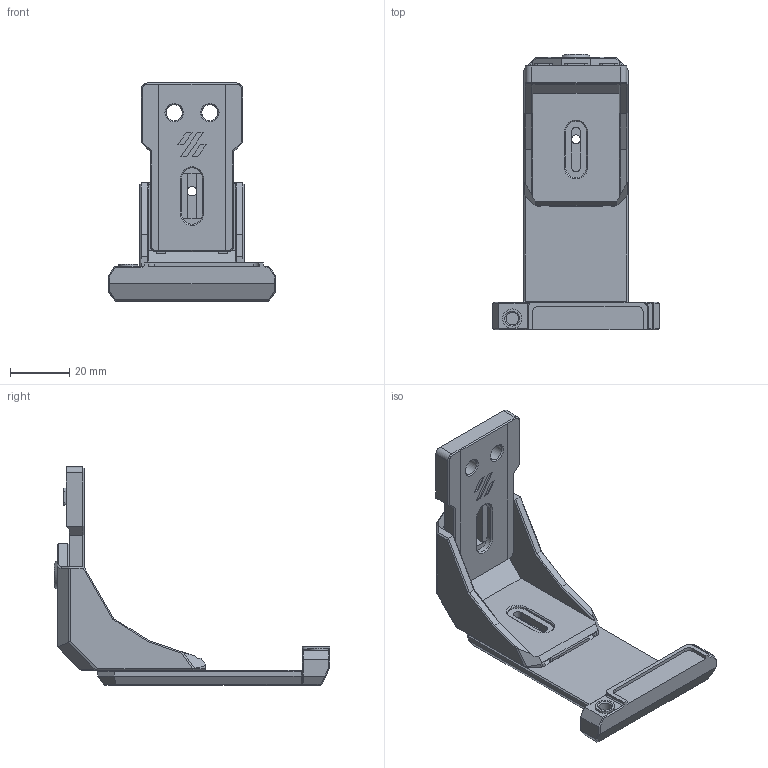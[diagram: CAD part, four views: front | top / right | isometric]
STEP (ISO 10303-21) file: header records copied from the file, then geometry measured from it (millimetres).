
FILE_DESCRIPTION(/* description */ ('','CAx-IF Rec.Pracs.---Representation and Presentation of Product Manufacturing Information (PMI)---4.0---2014-10-13'),/* implementation_level */ '2;1');
FILE_NAME(/* name */ 'Adjustable Gantry Wipe Rest v32 v1.step',/* time_stamp */ '2025-03-07T21:13:30+13:00',/* author */ (''),/* organization */ (''),/* preprocessor_version */ 'ST-DEVELOPER v20',/* originating_system */ 'Autodesk Translation Framework v13.20.0.188',/* authorisation */ '');
FILE_SCHEMA (('AP242_MANAGED_MODEL_BASED_3D_ENGINEERING_MIM_LF { 1 0 10303 442 1 1 4 }'));
Length unit declared in the file: millimetre
Products named in the file (6): Adjustable Gantry & Static wipe & rests; Voron (v2.4, v1.8, Trident) Klicky; Dock mounts v1.4, v1.8, Trident; Dock Mount variable Assembly; Bracket; Arm & Rest
Assembly tree (5 placements, depth 4):
  Adjustable Gantry & Static wipe & rests
    Voron (v2.4, v1.8, Trident) Klicky
      Dock mounts v1.4, v1.8, Trident
        Dock Mount variable Assembly
    Bracket
    Arm & Rest
Bounding box: 56 x 92.62 x 73.32 mm (x, y, z)
Volume: 39143.1 mm3; surface area: 23007.9 mm2
Topology: 3 solids, 7 shells, 403 faces, 994 edges, 617 vertices
Faces by surface type: plane 350, cylinder 34, cone 18, bspline 1
Full cylindrical faces by diameter (mm): 3 x1, 3.2 x1, 4.2 x1, 4.7 x2, 5.4 x2, 6.5 x1
Entity records: 11789 total; most frequent: CARTESIAN_POINT 2079, ORIENTED_EDGE 1988, DIRECTION 1912, EDGE_CURVE 994, LINE 880, VECTOR 880, VERTEX_POINT 617, AXIS2_PLACEMENT_3D 516
